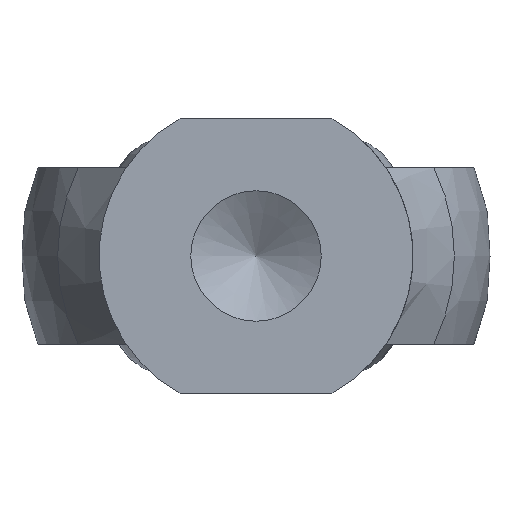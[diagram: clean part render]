
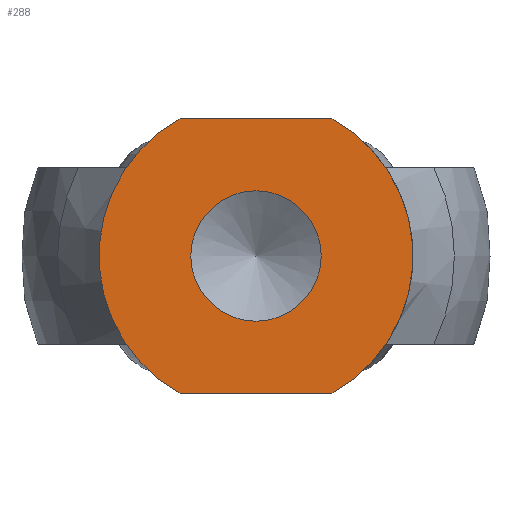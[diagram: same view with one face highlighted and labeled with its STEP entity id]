
A CAD part, front view. The second image highlights one B-rep face of the part: STEP entity #288.
In plain terms, the highlighted planar face has unit normal (0, -1, 0).
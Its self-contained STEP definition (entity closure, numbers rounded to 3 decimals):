
#25=LINE('',#481,#33);
#28=LINE('',#492,#36);
#33=VECTOR('',#383,7.746);
#36=VECTOR('',#388,7.746);
#57=PLANE('',#327);
#66=FACE_BOUND('',#114,.T.);
#84=FACE_OUTER_BOUND('',#113,.T.);
#113=EDGE_LOOP('',(#244,#245,#246,#247));
#114=EDGE_LOOP('',(#248));
#129=CIRCLE('',#310,3.324);
#132=CIRCLE('',#322,8.);
#135=CIRCLE('',#326,8.);
#148=VERTEX_POINT('',#454);
#154=VERTEX_POINT('',#473);
#156=VERTEX_POINT('',#479);
#158=VERTEX_POINT('',#484);
#160=VERTEX_POINT('',#490);
#173=EDGE_CURVE('',#148,#148,#129,.T.);
#182=EDGE_CURVE('',#154,#156,#25,.T.);
#186=EDGE_CURVE('',#158,#160,#28,.T.);
#192=EDGE_CURVE('',#160,#154,#132,.T.);
#195=EDGE_CURVE('',#156,#158,#135,.T.);
#244=ORIENTED_EDGE('',*,*,#182,.T.);
#245=ORIENTED_EDGE('',*,*,#195,.T.);
#246=ORIENTED_EDGE('',*,*,#186,.T.);
#247=ORIENTED_EDGE('',*,*,#192,.T.);
#248=ORIENTED_EDGE('',*,*,#173,.T.);
#288=ADVANCED_FACE('',(#84,#66),#57,.T.);
#310=AXIS2_PLACEMENT_3D('',#455,#368,#369);
#322=AXIS2_PLACEMENT_3D('',#509,#400,#401);
#326=AXIS2_PLACEMENT_3D('',#513,#408,#409);
#327=AXIS2_PLACEMENT_3D('',#514,#410,#411);
#368=DIRECTION('center_axis',(0.,1.,0.));
#369=DIRECTION('ref_axis',(1.,0.,0.));
#383=DIRECTION('',(-1.,0.,0.));
#388=DIRECTION('',(1.,0.,0.));
#400=DIRECTION('center_axis',(0.,-1.,0.));
#401=DIRECTION('ref_axis',(1.,0.,0.));
#408=DIRECTION('center_axis',(0.,-1.,0.));
#409=DIRECTION('ref_axis',(1.,0.,0.));
#410=DIRECTION('center_axis',(0.,-1.,0.));
#411=DIRECTION('ref_axis',(0.,0.,-1.));
#454=CARTESIAN_POINT('',(3.324,0.,0.));
#455=CARTESIAN_POINT('Origin',(0.,0.,0.));
#473=CARTESIAN_POINT('',(3.873,0.,7.));
#479=CARTESIAN_POINT('',(-3.873,0.,7.));
#481=CARTESIAN_POINT('',(-6.75,0.,7.));
#484=CARTESIAN_POINT('',(-3.873,0.,-7.));
#490=CARTESIAN_POINT('',(3.873,0.,-7.));
#492=CARTESIAN_POINT('',(-6.75,0.,-7.));
#509=CARTESIAN_POINT('Origin',(0.,0.,0.));
#513=CARTESIAN_POINT('Origin',(0.,0.,0.));
#514=CARTESIAN_POINT('Origin',(4.,0.,0.));
